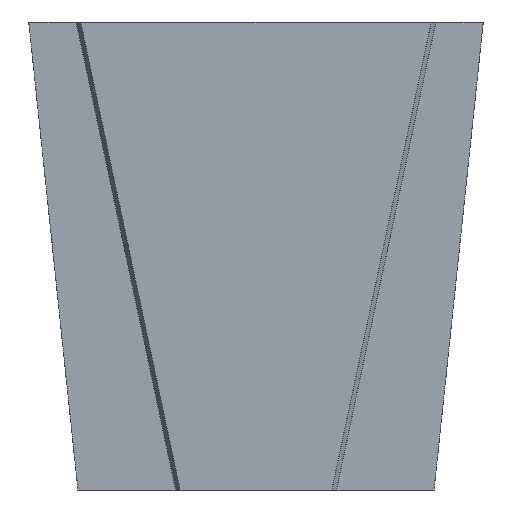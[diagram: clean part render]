
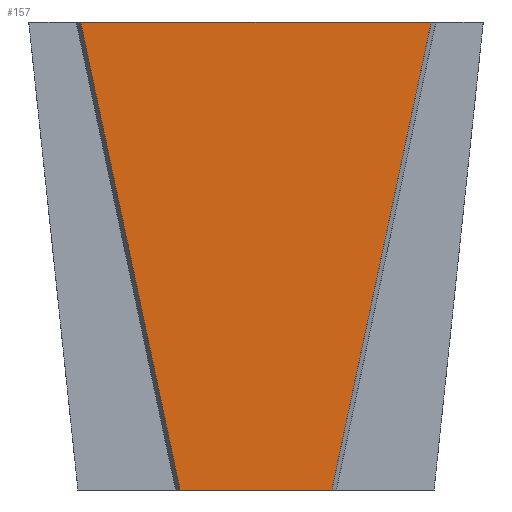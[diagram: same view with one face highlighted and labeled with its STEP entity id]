
A CAD part, left-side view. The second image highlights one B-rep face of the part: STEP entity #157.
In plain terms, the highlighted planar face has unit normal (-1, 0, 0).
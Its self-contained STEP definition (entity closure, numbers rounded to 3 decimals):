
#157=ADVANCED_FACE('',(#249),#201,.F.);
#201=PLANE('',#1142);
#249=FACE_OUTER_BOUND('',#311,.T.);
#311=EDGE_LOOP('',(#522,#523,#524,#525));
#522=ORIENTED_EDGE('',*,*,#805,.T.);
#523=ORIENTED_EDGE('',*,*,#806,.F.);
#524=ORIENTED_EDGE('',*,*,#807,.F.);
#525=ORIENTED_EDGE('',*,*,#808,.F.);
#678=VERTEX_POINT('',#1651);
#679=VERTEX_POINT('',#1652);
#680=VERTEX_POINT('',#1654);
#681=VERTEX_POINT('',#1656);
#805=EDGE_CURVE('',#678,#679,#923,.T.);
#806=EDGE_CURVE('',#680,#679,#924,.T.);
#807=EDGE_CURVE('',#681,#680,#925,.T.);
#808=EDGE_CURVE('',#678,#681,#926,.T.);
#923=LINE('',#1650,#1037);
#924=LINE('',#1653,#1038);
#925=LINE('',#1655,#1039);
#926=LINE('',#1657,#1040);
#1037=VECTOR('',#1364,1.);
#1038=VECTOR('',#1365,1.);
#1039=VECTOR('',#1366,1.);
#1040=VECTOR('',#1367,1.);
#1142=AXIS2_PLACEMENT_3D('',#1658,#1368,#1369);
#1364=DIRECTION('',(0.,1.,0.));
#1365=DIRECTION('',(0.,0.208,0.978));
#1366=DIRECTION('',(0.,1.,0.));
#1367=DIRECTION('',(0.,0.208,-0.978));
#1368=DIRECTION('',(1.,0.,0.));
#1369=DIRECTION('',(0.,0.,-1.));
#1650=CARTESIAN_POINT('',(-71.594,-34.701,6.012));
#1651=CARTESIAN_POINT('',(-71.594,-32.907,6.012));
#1652=CARTESIAN_POINT('',(-71.594,18.781,6.012));
#1653=CARTESIAN_POINT('',(-71.594,18.825,6.22));
#1654=CARTESIAN_POINT('',(-71.594,4.115,-62.988));
#1655=CARTESIAN_POINT('',(-71.594,-34.701,-62.988));
#1656=CARTESIAN_POINT('',(-71.594,-18.24,-62.988));
#1657=CARTESIAN_POINT('',(-71.594,-18.285,-62.78));
#1658=CARTESIAN_POINT('',(-71.594,-34.701,6.012));
